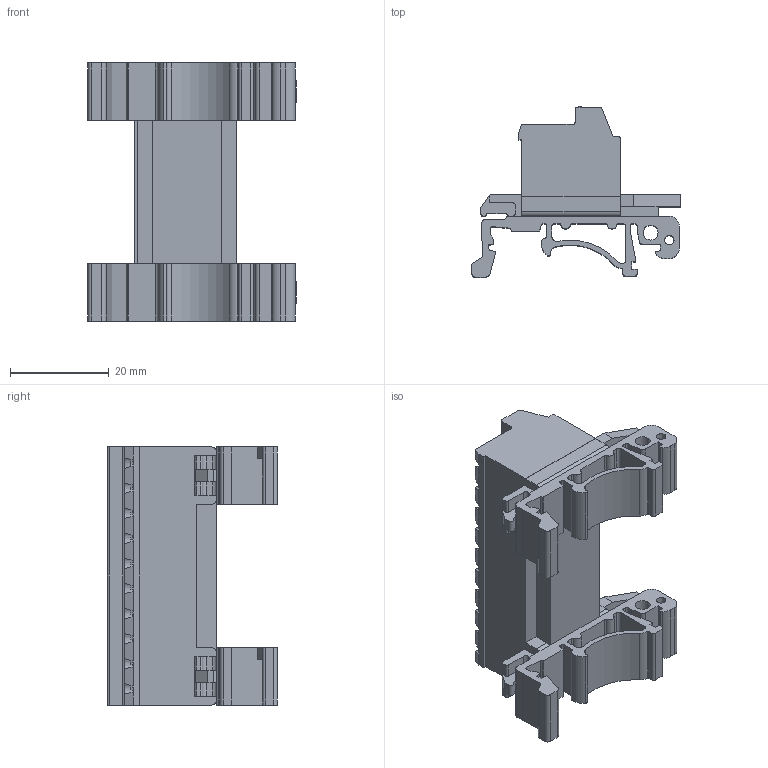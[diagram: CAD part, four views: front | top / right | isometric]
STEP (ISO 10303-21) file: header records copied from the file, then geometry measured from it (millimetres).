
FILE_DESCRIPTION((''),'2;1');
FILE_NAME('12327_1_PK-TS_10_5,08_TS32_35.stp','2011-01-27T07:38:02',(''),(''),'Autodesk Inventor 2011','Autodesk Inventor 2011','');
FILE_SCHEMA(('AUTOMOTIVE_DESIGN { 1 0 10303 214 1 1 1 1 }'));
Length unit declared in the file: millimetre
Products named in the file (1): AKZS950_10_G_ohne_TS
Bounding box: 42.2 x 34.55 x 52.32 mm (x, y, z)
Volume: 20349.2 mm3; surface area: 14325.9 mm2
Topology: 1 solids, 1 shells, 1085 faces, 2847 edges, 1803 vertices
Faces by surface type: plane 712, cylinder 278, bspline 40, torus 30, cone 23, sphere 2
Full cylindrical faces by diameter (mm): 1.9 x2, 3 x2, 4 x20
Entity records: 33416 total; most frequent: CARTESIAN_POINT 6762, ORIENTED_EDGE 5546, DIRECTION 5512, EDGE_CURVE 2773, VECTOR 1966, LINE 1966, VERTEX_POINT 1783, AXIS2_PLACEMENT_3D 1773
